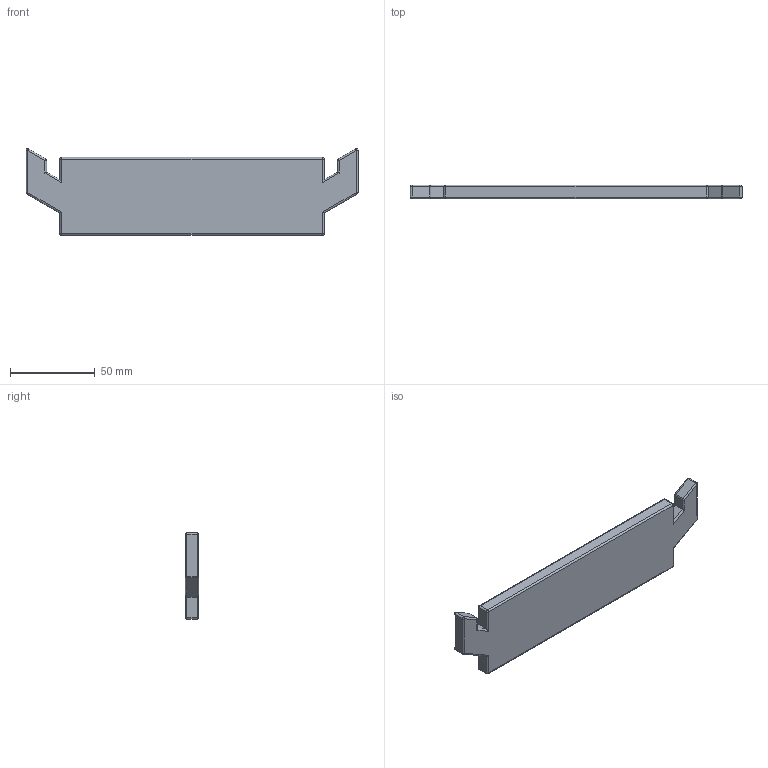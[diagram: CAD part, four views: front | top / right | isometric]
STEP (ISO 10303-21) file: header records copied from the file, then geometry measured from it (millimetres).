
FILE_DESCRIPTION(/* description */ ('STEP AP242','CAx-IF Rec.Pracs.---Representation and Presentation of Product Manufacturing Information (PMI)---4.0---2014-10-13','CAx-IF Rec.Pracs.---3D Tessellated Geometry---0.4---2014-09-14','2;1'),/* implementation_level */ '2;1');
FILE_NAME(/* name */ '656719a060c3bd2e0716d04e',/* time_stamp */ '2023-11-29T10:59:44Z',/* author */ (''),/* organization */ (''),/* preprocessor_version */ 'ST-DEVELOPER v19.4',/* originating_system */ ' ',/* authorisation */ ' ');
FILE_SCHEMA (('AP242_MANAGED_MODEL_BASED_3D_ENGINEERING_MIM_LF { 1 0 10303 442 1 1 4 }'));
Length unit declared in the file: metre
Products named in the file (1): Connector 1
Bounding box: 196 x 8 x 51.12 mm (x, y, z)
Volume: 64961.5 mm3; surface area: 20020.6 mm2
Topology: 1 solids, 1 shells, 80 faces, 182 edges, 84 vertices
Faces by surface type: cylinder 42, sphere 20, plane 18
Entity records: 2044 total; most frequent: DIRECTION 396, CARTESIAN_POINT 327, ORIENTED_EDGE 324, EDGE_CURVE 162, AXIS2_PLACEMENT_3D 153, LINE 90, VECTOR 90, VERTEX_POINT 84
